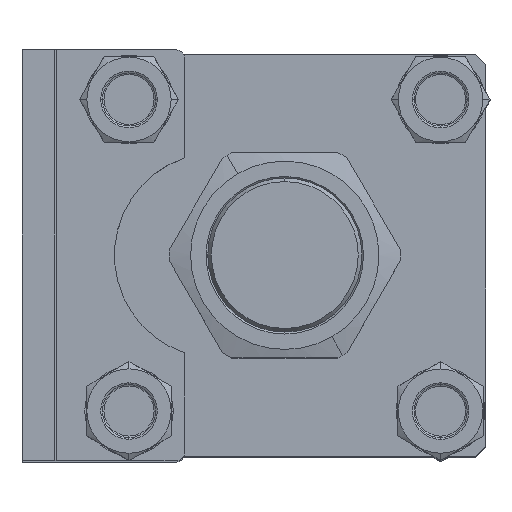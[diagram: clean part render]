
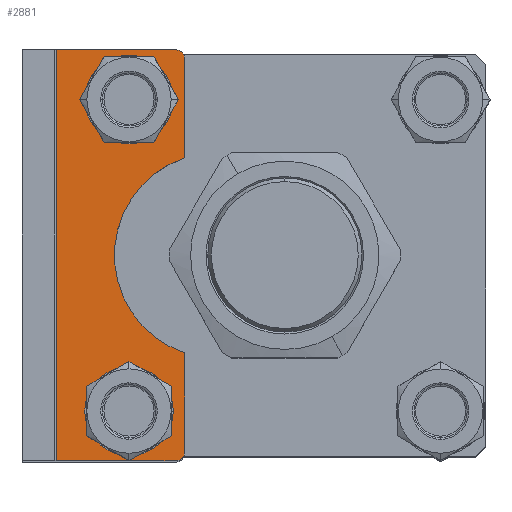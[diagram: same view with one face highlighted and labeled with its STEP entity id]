
A CAD part, top view. The second image highlights one B-rep face of the part: STEP entity #2881.
In plain terms, the highlighted face is planar.
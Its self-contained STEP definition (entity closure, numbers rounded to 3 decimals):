
#76 = CIRCLE ( 'NONE', #8867, 5. ) ;
#84 = VECTOR ( 'NONE', #3522, 1000. ) ;
#178 = VECTOR ( 'NONE', #3537, 1000. ) ;
#234 = CIRCLE ( 'NONE', #8871, 17.5 ) ;
#243 = CIRCLE ( 'NONE', #8888, 17.5 ) ;
#525 = CIRCLE ( 'NONE', #8883, 17.5 ) ;
#561 = LINE ( 'NONE', #3538, #178 ) ;
#567 = VECTOR ( 'NONE', #3553, 1000. ) ;
#641 = LINE ( 'NONE', #4656, #1040 ) ;
#734 = VECTOR ( 'NONE', #3533, 1000. ) ;
#813 = DIRECTION ( 'NONE',  ( 0., 1., 0. ) ) ;
#814 = DIRECTION ( 'NONE',  ( 0., 0., -1. ) ) ;
#816 = CARTESIAN_POINT ( 'NONE',  ( 120., 95., -20. ) ) ;
#822 = PLANE ( 'NONE',  #8956 ) ;
#836 = CIRCLE ( 'NONE', #8872, 17.5 ) ;
#853 = CIRCLE ( 'NONE', #8869, 5. ) ;
#865 = LINE ( 'NONE', #3548, #567 ) ;
#922 = CIRCLE ( 'NONE', #8870, 60. ) ;
#982 = LINE ( 'NONE', #3523, #84 ) ;
#1025 = FACE_BOUND ( 'NONE', #8355, .T. ) ;
#1029 = FACE_BOUND ( 'NONE', #8359, .T. ) ;
#1037 = FACE_OUTER_BOUND ( 'NONE', #8387, .T. ) ;
#1040 = VECTOR ( 'NONE', #3582, 1000. ) ;
#1069 = LINE ( 'NONE', #3529, #734 ) ;
#2038 = VERTEX_POINT ( 'NONE', #5754 ) ;
#2047 = VERTEX_POINT ( 'NONE', #5736 ) ;
#2073 = VERTEX_POINT ( 'NONE', #5838 ) ;
#2110 = VERTEX_POINT ( 'NONE', #5800 ) ;
#2881 = ADVANCED_FACE ( 'NONE', ( #1025, #1029, #1037 ), #822, .T. ) ;
#3519 = DIRECTION ( 'NONE',  ( 0., 1., 0. ) ) ;
#3520 = DIRECTION ( 'NONE',  ( 0., 0., -1. ) ) ;
#3521 = CARTESIAN_POINT ( 'NONE',  ( -115., 90., -20. ) ) ;
#3522 = DIRECTION ( 'NONE',  ( 0., -1., 0. ) ) ;
#3523 = CARTESIAN_POINT ( 'NONE',  ( -120., 95., -20. ) ) ;
#3524 = DIRECTION ( 'NONE',  ( 0., 1., 0. ) ) ;
#3525 = DIRECTION ( 'NONE',  ( 0., 0., -1. ) ) ;
#3526 = CARTESIAN_POINT ( 'NONE',  ( 115., 90., -20. ) ) ;
#3529 = CARTESIAN_POINT ( 'NONE',  ( 120., 95., -20. ) ) ;
#3530 = DIRECTION ( 'NONE',  ( 0., 1., 0. ) ) ;
#3531 = DIRECTION ( 'NONE',  ( 0., 0., -1. ) ) ;
#3532 = CARTESIAN_POINT ( 'NONE',  ( 0., 114., -20. ) ) ;
#3533 = DIRECTION ( 'NONE',  ( 0., -1., 0. ) ) ;
#3534 = DIRECTION ( 'NONE',  ( 0., 1., 0. ) ) ;
#3535 = DIRECTION ( 'NONE',  ( 0., 0., -1. ) ) ;
#3536 = CARTESIAN_POINT ( 'NONE',  ( -91., 62.5, -20. ) ) ;
#3537 = DIRECTION ( 'NONE',  ( -1., 0., 0. ) ) ;
#3538 = CARTESIAN_POINT ( 'NONE',  ( 120., 95., -20. ) ) ;
#3539 = DIRECTION ( 'NONE',  ( 0., 1., 0. ) ) ;
#3540 = DIRECTION ( 'NONE',  ( 0., 0., -1. ) ) ;
#3541 = CARTESIAN_POINT ( 'NONE',  ( 91., 62.5, -20. ) ) ;
#3548 = CARTESIAN_POINT ( 'NONE',  ( 120., 20., -20. ) ) ;
#3553 = DIRECTION ( 'NONE',  ( -1., 0., 0. ) ) ;
#3582 = DIRECTION ( 'NONE',  ( -1., 0., 0. ) ) ;
#4067 = ORIENTED_EDGE ( 'NONE', *, *, #6753, .T. ) ;
#4211 = ORIENTED_EDGE ( 'NONE', *, *, #6735, .F. ) ;
#4292 = ORIENTED_EDGE ( 'NONE', *, *, #6761, .T. ) ;
#4529 = ORIENTED_EDGE ( 'NONE', *, *, #6760, .F. ) ;
#4654 = CARTESIAN_POINT ( 'NONE',  ( -91., 62.5, -20. ) ) ;
#4656 = CARTESIAN_POINT ( 'NONE',  ( 120., 95., -20. ) ) ;
#4666 = DIRECTION ( 'NONE',  ( 0., 0., -1. ) ) ;
#4667 = DIRECTION ( 'NONE',  ( 0., 1., 0. ) ) ;
#4723 = CARTESIAN_POINT ( 'NONE',  ( 91., 62.5, -20. ) ) ;
#4724 = DIRECTION ( 'NONE',  ( 0., 0., -1. ) ) ;
#4725 = DIRECTION ( 'NONE',  ( 0., 1., 0. ) ) ;
#5736 = CARTESIAN_POINT ( 'NONE',  ( -108.5, 62.5, -20. ) ) ;
#5754 = CARTESIAN_POINT ( 'NONE',  ( -73.5, 62.5, -20. ) ) ;
#5800 = CARTESIAN_POINT ( 'NONE',  ( -120., 20., -20. ) ) ;
#5838 = CARTESIAN_POINT ( 'NONE',  ( 108.5, 62.5, -20. ) ) ;
#6019 = VERTEX_POINT ( 'NONE', #7288 ) ;
#6024 = VERTEX_POINT ( 'NONE', #7273 ) ;
#6068 = VERTEX_POINT ( 'NONE', #7016 ) ;
#6089 = VERTEX_POINT ( 'NONE', #6889 ) ;
#6138 = VERTEX_POINT ( 'NONE', #7404 ) ;
#6163 = VERTEX_POINT ( 'NONE', #7368 ) ;
#6166 = VERTEX_POINT ( 'NONE', #7365 ) ;
#6177 = VERTEX_POINT ( 'NONE', #7353 ) ;
#6721 = EDGE_CURVE ( 'NONE', #2073, #6024, #243, .T. ) ;
#6728 = EDGE_CURVE ( 'NONE', #2038, #2047, #525, .T. ) ;
#6735 = EDGE_CURVE ( 'NONE', #6166, #6163, #641, .T. ) ;
#6753 = EDGE_CURVE ( 'NONE', #6138, #2110, #865, .T. ) ;
#6754 = EDGE_CURVE ( 'NONE', #6024, #2073, #836, .T. ) ;
#6755 = EDGE_CURVE ( 'NONE', #2047, #2038, #234, .T. ) ;
#6756 = EDGE_CURVE ( 'NONE', #6177, #6166, #922, .T. ) ;
#6757 = EDGE_CURVE ( 'NONE', #6068, #6177, #561, .T. ) ;
#6758 = EDGE_CURVE ( 'NONE', #6068, #6019, #853, .T. ) ;
#6759 = EDGE_CURVE ( 'NONE', #6019, #6138, #1069, .T. ) ;
#6760 = EDGE_CURVE ( 'NONE', #6089, #2110, #982, .T. ) ;
#6761 = EDGE_CURVE ( 'NONE', #6089, #6163, #76, .T. ) ;
#6889 = CARTESIAN_POINT ( 'NONE',  ( -120., 90., -20. ) ) ;
#7016 = CARTESIAN_POINT ( 'NONE',  ( 115., 95., -20. ) ) ;
#7273 = CARTESIAN_POINT ( 'NONE',  ( 73.5, 62.5, -20. ) ) ;
#7288 = CARTESIAN_POINT ( 'NONE',  ( 120., 90., -20. ) ) ;
#7353 = CARTESIAN_POINT ( 'NONE',  ( 56.912, 95., -20. ) ) ;
#7365 = CARTESIAN_POINT ( 'NONE',  ( -56.912, 95., -20. ) ) ;
#7368 = CARTESIAN_POINT ( 'NONE',  ( -115., 95., -20. ) ) ;
#7404 = CARTESIAN_POINT ( 'NONE',  ( 120., 20., -20. ) ) ;
#8355 = EDGE_LOOP ( 'NONE', ( #8503, #8504 ) ) ;
#8359 = EDGE_LOOP ( 'NONE', ( #8505, #8506 ) ) ;
#8387 = EDGE_LOOP ( 'NONE', ( #8507, #8508, #8509, #8510, #4067, #4529, #4292, #4211 ) ) ;
#8503 = ORIENTED_EDGE ( 'NONE', *, *, #6721, .F. ) ;
#8504 = ORIENTED_EDGE ( 'NONE', *, *, #6754, .F. ) ;
#8505 = ORIENTED_EDGE ( 'NONE', *, *, #6728, .F. ) ;
#8506 = ORIENTED_EDGE ( 'NONE', *, *, #6755, .F. ) ;
#8507 = ORIENTED_EDGE ( 'NONE', *, *, #6756, .F. ) ;
#8508 = ORIENTED_EDGE ( 'NONE', *, *, #6757, .F. ) ;
#8509 = ORIENTED_EDGE ( 'NONE', *, *, #6758, .T. ) ;
#8510 = ORIENTED_EDGE ( 'NONE', *, *, #6759, .T. ) ;
#8867 = AXIS2_PLACEMENT_3D ( 'NONE', #3521, #3520, #3519 ) ;
#8869 = AXIS2_PLACEMENT_3D ( 'NONE', #3526, #3525, #3524 ) ;
#8870 = AXIS2_PLACEMENT_3D ( 'NONE', #3532, #3531, #3530 ) ;
#8871 = AXIS2_PLACEMENT_3D ( 'NONE', #3536, #3535, #3534 ) ;
#8872 = AXIS2_PLACEMENT_3D ( 'NONE', #3541, #3540, #3539 ) ;
#8883 = AXIS2_PLACEMENT_3D ( 'NONE', #4654, #4666, #4667 ) ;
#8888 = AXIS2_PLACEMENT_3D ( 'NONE', #4723, #4724, #4725 ) ;
#8956 = AXIS2_PLACEMENT_3D ( 'NONE', #816, #814, #813 ) ;
